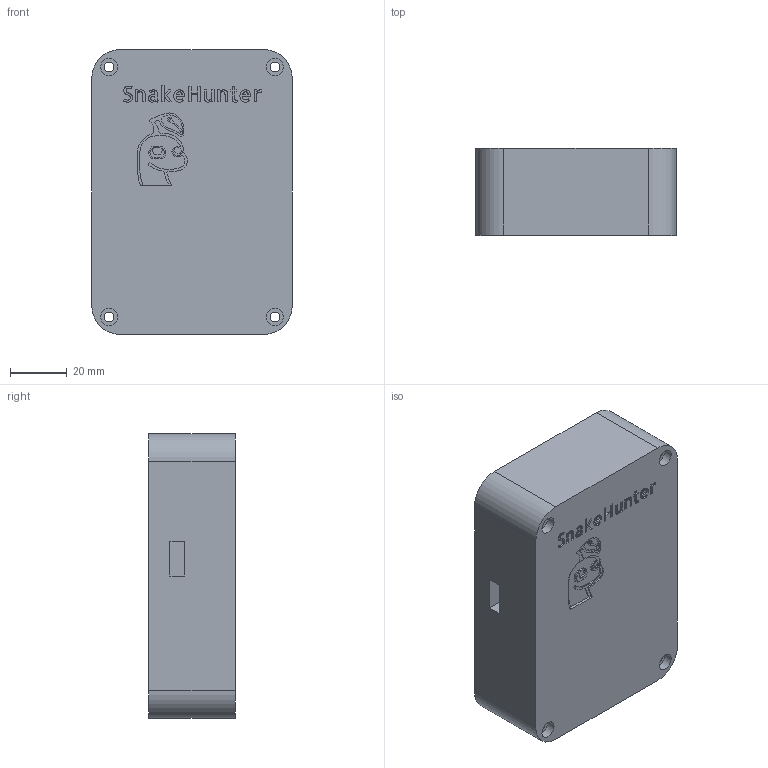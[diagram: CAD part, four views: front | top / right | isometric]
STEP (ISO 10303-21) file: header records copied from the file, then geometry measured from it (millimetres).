
FILE_DESCRIPTION(/* description */ ('STEP AP242','CAx-IF Rec.Pracs.---Representation and Presentation of Product Manufacturing Information (PMI)---4.0---2014-10-13','CAx-IF Rec.Pracs.---3D Tessellated Geometry---0.4---2014-09-14','2;1'),/* implementation_level */ '2;1');
FILE_NAME(/* name */ '6872268b2e031f70500aad96',/* time_stamp */ '2025-07-12T09:10:38Z',/* author */ (''),/* organization */ (''),/* preprocessor_version */ 'ST-DEVELOPER v20',/* originating_system */ 'ONSHAPE BY PTC INC, 1.200',/* authorisation */ ' ');
FILE_SCHEMA (('AP242_MANAGED_MODEL_BASED_3D_ENGINEERING_MIM_LF { 1 0 10303 442 1 1 4 }'));
Length unit declared in the file: metre
Products named in the file (13): Part 12; Part 13; Part 7; Part 1; Part 2; Part 3; Part 11; Part 4; Part 9; Part 8; Part 5; Part 10; Part 6
Bounding box: 70.5 x 30.5 x 100.2 mm (x, y, z)
Volume: 93939.3 mm3; surface area: 34992.8 mm2
Topology: 13 solids, 13 shells, 951 faces, 2728 edges, 1818 vertices
Faces by surface type: plane 690, cylinder 231, bspline 30
Full cylindrical faces by diameter (mm): 3.4 x4, 6 x4
Entity records: 31362 total; most frequent: CARTESIAN_POINT 5840, ORIENTED_EDGE 5440, DIRECTION 4986, EDGE_CURVE 2720, LINE 2198, VECTOR 2198, VERTEX_POINT 1818, AXIS2_PLACEMENT_3D 1394
